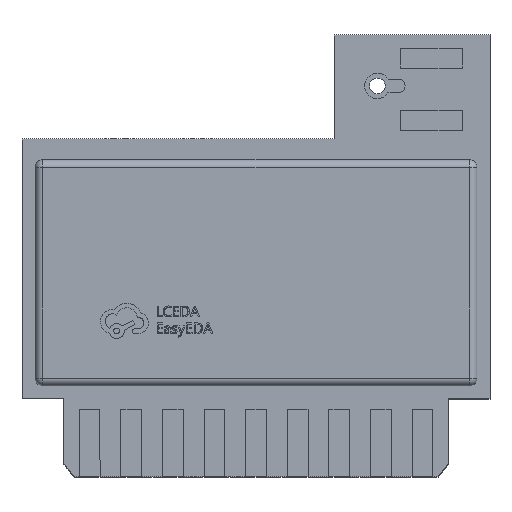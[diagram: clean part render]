
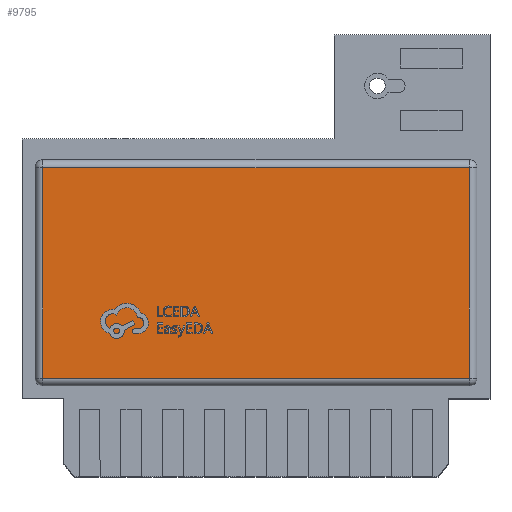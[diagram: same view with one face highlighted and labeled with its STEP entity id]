
A CAD part, front view. The second image highlights one B-rep face of the part: STEP entity #9795.
In plain terms, the highlighted planar face has unit normal (0, -1, 0).
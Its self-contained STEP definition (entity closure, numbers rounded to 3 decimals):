
#56 = VERTEX_POINT ( 'NONE', #6490 ) ;
#828 = EDGE_CURVE ( 'NONE', #56, #10960, #6753, .T. ) ;
#988 = VECTOR ( 'NONE', #5266, 1000. ) ;
#1049 = ORIENTED_EDGE ( 'NONE', *, *, #8112, .T. ) ;
#1307 = LINE ( 'NONE', #7828, #2631 ) ;
#1415 = LINE ( 'NONE', #20912, #13414 ) ;
#1744 = DIRECTION ( 'NONE',  ( -1., 0., 0. ) ) ;
#2631 = VECTOR ( 'NONE', #6639, 1000. ) ;
#3269 = EDGE_CURVE ( 'NONE', #10960, #8040, #1415, .T. ) ;
#3910 = CARTESIAN_POINT ( 'NONE',  ( 0., 11., -12.2 ) ) ;
#4319 = PLANE ( 'NONE',  #17170 ) ;
#5157 = LINE ( 'NONE', #19965, #988 ) ;
#5266 = DIRECTION ( 'NONE',  ( 0., 0., 1. ) ) ;
#5850 = EDGE_LOOP ( 'NONE', ( #14302, #6931, #15149, #1049 ) ) ;
#6490 = CARTESIAN_POINT ( 'NONE',  ( 8.2, 11., -0.3 ) ) ;
#6639 = DIRECTION ( 'NONE',  ( 1., 0., 0. ) ) ;
#6753 = LINE ( 'NONE', #19517, #17247 ) ;
#6931 = ORIENTED_EDGE ( 'NONE', *, *, #828, .T. ) ;
#7828 = CARTESIAN_POINT ( 'NONE',  ( 8.5, 11., -8.4 ) ) ;
#8040 = VERTEX_POINT ( 'NONE', #19602 ) ;
#8112 = EDGE_CURVE ( 'NONE', #8040, #15723, #1307, .T. ) ;
#9129 = CARTESIAN_POINT ( 'NONE',  ( -8.2, 11., -0.3 ) ) ;
#9795 = ADVANCED_FACE ( 'NONE', ( #18775 ), #4319, .T. ) ;
#10653 = DIRECTION ( 'NONE',  ( 0., -1., 0. ) ) ;
#10960 = VERTEX_POINT ( 'NONE', #9129 ) ;
#13414 = VECTOR ( 'NONE', #20316, 1000. ) ;
#14302 = ORIENTED_EDGE ( 'NONE', *, *, #14637, .T. ) ;
#14637 = EDGE_CURVE ( 'NONE', #15723, #56, #5157, .T. ) ;
#15149 = ORIENTED_EDGE ( 'NONE', *, *, #3269, .T. ) ;
#15723 = VERTEX_POINT ( 'NONE', #16952 ) ;
#16952 = CARTESIAN_POINT ( 'NONE',  ( 8.2, 11., -8.4 ) ) ;
#17170 = AXIS2_PLACEMENT_3D ( 'NONE', #3910, #10653, #18552 ) ;
#17247 = VECTOR ( 'NONE', #1744, 1000. ) ;
#18552 = DIRECTION ( 'NONE',  ( 1., 0., 0. ) ) ;
#18775 = FACE_OUTER_BOUND ( 'NONE', #5850, .T. ) ;
#19517 = CARTESIAN_POINT ( 'NONE',  ( -8.5, 11., -0.3 ) ) ;
#19602 = CARTESIAN_POINT ( 'NONE',  ( -8.2, 11., -8.4 ) ) ;
#19965 = CARTESIAN_POINT ( 'NONE',  ( 8.2, 11., 0. ) ) ;
#20316 = DIRECTION ( 'NONE',  ( 0., 0., -1. ) ) ;
#20912 = CARTESIAN_POINT ( 'NONE',  ( -8.2, 11., -8.7 ) ) ;
